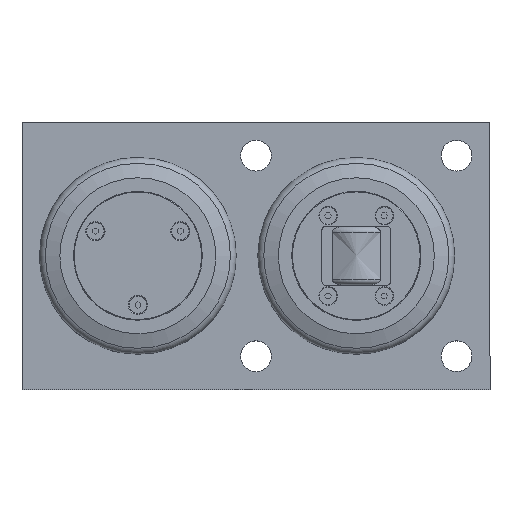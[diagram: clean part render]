
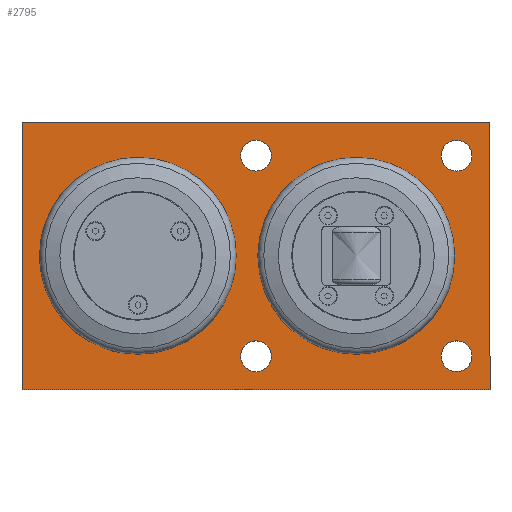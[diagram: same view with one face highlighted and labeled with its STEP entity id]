
A CAD part, top view. The second image highlights one B-rep face of the part: STEP entity #2795.
In plain terms, the highlighted planar face has unit normal (0, 0, 1).
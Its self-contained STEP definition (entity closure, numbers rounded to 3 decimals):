
#126=FACE_BOUND('',#608,.T.);
#127=FACE_BOUND('',#609,.T.);
#128=FACE_BOUND('',#610,.T.);
#129=FACE_BOUND('',#611,.T.);
#130=FACE_BOUND('',#612,.T.);
#131=FACE_BOUND('',#613,.T.);
#247=CIRCLE('',#3082,29.);
#248=CIRCLE('',#3084,6.918);
#249=CIRCLE('',#3085,6.918);
#250=CIRCLE('',#3086,6.918);
#251=CIRCLE('',#3087,6.918);
#252=CIRCLE('',#3088,6.918);
#253=CIRCLE('',#3089,6.918);
#254=CIRCLE('',#3090,6.918);
#255=CIRCLE('',#3091,6.918);
#256=CIRCLE('',#3092,29.);
#422=FACE_OUTER_BOUND('',#607,.T.);
#607=EDGE_LOOP('',(#2407,#2408,#2409,#2410));
#608=EDGE_LOOP('',(#2411,#2412));
#609=EDGE_LOOP('',(#2413,#2414));
#610=EDGE_LOOP('',(#2415,#2416));
#611=EDGE_LOOP('',(#2417,#2418));
#612=EDGE_LOOP('',(#2419));
#613=EDGE_LOOP('',(#2420));
#852=LINE('',#4799,#1075);
#853=LINE('',#4801,#1076);
#854=LINE('',#4803,#1077);
#855=LINE('',#4804,#1078);
#1075=VECTOR('',#3833,10.);
#1076=VECTOR('',#3834,10.);
#1077=VECTOR('',#3835,10.);
#1078=VECTOR('',#3836,10.);
#1322=VERTEX_POINT('',#4793);
#1323=VERTEX_POINT('',#4797);
#1324=VERTEX_POINT('',#4798);
#1325=VERTEX_POINT('',#4800);
#1326=VERTEX_POINT('',#4802);
#1327=VERTEX_POINT('',#4805);
#1328=VERTEX_POINT('',#4806);
#1329=VERTEX_POINT('',#4809);
#1330=VERTEX_POINT('',#4810);
#1331=VERTEX_POINT('',#4813);
#1332=VERTEX_POINT('',#4814);
#1333=VERTEX_POINT('',#4817);
#1334=VERTEX_POINT('',#4818);
#1335=VERTEX_POINT('',#4821);
#1697=EDGE_CURVE('',#1322,#1322,#247,.T.);
#1698=EDGE_CURVE('',#1323,#1324,#852,.T.);
#1699=EDGE_CURVE('',#1325,#1323,#853,.T.);
#1700=EDGE_CURVE('',#1326,#1325,#854,.T.);
#1701=EDGE_CURVE('',#1324,#1326,#855,.T.);
#1702=EDGE_CURVE('',#1327,#1328,#248,.T.);
#1703=EDGE_CURVE('',#1328,#1327,#249,.T.);
#1704=EDGE_CURVE('',#1329,#1330,#250,.T.);
#1705=EDGE_CURVE('',#1330,#1329,#251,.T.);
#1706=EDGE_CURVE('',#1331,#1332,#252,.T.);
#1707=EDGE_CURVE('',#1332,#1331,#253,.T.);
#1708=EDGE_CURVE('',#1333,#1334,#254,.T.);
#1709=EDGE_CURVE('',#1334,#1333,#255,.T.);
#1710=EDGE_CURVE('',#1335,#1335,#256,.T.);
#2407=ORIENTED_EDGE('',*,*,#1698,.F.);
#2408=ORIENTED_EDGE('',*,*,#1699,.F.);
#2409=ORIENTED_EDGE('',*,*,#1700,.F.);
#2410=ORIENTED_EDGE('',*,*,#1701,.F.);
#2411=ORIENTED_EDGE('',*,*,#1702,.T.);
#2412=ORIENTED_EDGE('',*,*,#1703,.T.);
#2413=ORIENTED_EDGE('',*,*,#1704,.T.);
#2414=ORIENTED_EDGE('',*,*,#1705,.T.);
#2415=ORIENTED_EDGE('',*,*,#1706,.T.);
#2416=ORIENTED_EDGE('',*,*,#1707,.T.);
#2417=ORIENTED_EDGE('',*,*,#1708,.T.);
#2418=ORIENTED_EDGE('',*,*,#1709,.T.);
#2419=ORIENTED_EDGE('',*,*,#1710,.T.);
#2420=ORIENTED_EDGE('',*,*,#1697,.T.);
#2651=PLANE('',#3083);
#2795=ADVANCED_FACE('',(#422,#126,#127,#128,#129,#130,#131),#2651,.T.);
#3082=AXIS2_PLACEMENT_3D('',#4795,#3829,#3830);
#3083=AXIS2_PLACEMENT_3D('',#4796,#3831,#3832);
#3084=AXIS2_PLACEMENT_3D('',#4807,#3837,#3838);
#3085=AXIS2_PLACEMENT_3D('',#4808,#3839,#3840);
#3086=AXIS2_PLACEMENT_3D('',#4811,#3841,#3842);
#3087=AXIS2_PLACEMENT_3D('',#4812,#3843,#3844);
#3088=AXIS2_PLACEMENT_3D('',#4815,#3845,#3846);
#3089=AXIS2_PLACEMENT_3D('',#4816,#3847,#3848);
#3090=AXIS2_PLACEMENT_3D('',#4819,#3849,#3850);
#3091=AXIS2_PLACEMENT_3D('',#4820,#3851,#3852);
#3092=AXIS2_PLACEMENT_3D('',#4822,#3853,#3854);
#3829=DIRECTION('center_axis',(0.,0.,-1.));
#3830=DIRECTION('ref_axis',(0.,-1.,0.));
#3831=DIRECTION('center_axis',(0.,0.,1.));
#3832=DIRECTION('ref_axis',(-1.,0.,0.));
#3833=DIRECTION('',(0.,-1.,0.));
#3834=DIRECTION('',(1.,0.,0.));
#3835=DIRECTION('',(0.,1.,0.));
#3836=DIRECTION('',(-1.,0.,0.));
#3837=DIRECTION('center_axis',(0.,0.,-1.));
#3838=DIRECTION('ref_axis',(-1.,0.,0.));
#3839=DIRECTION('center_axis',(0.,0.,-1.));
#3840=DIRECTION('ref_axis',(-1.,0.,0.));
#3841=DIRECTION('center_axis',(0.,0.,-1.));
#3842=DIRECTION('ref_axis',(-1.,0.,0.));
#3843=DIRECTION('center_axis',(0.,0.,-1.));
#3844=DIRECTION('ref_axis',(-1.,0.,0.));
#3845=DIRECTION('center_axis',(0.,0.,-1.));
#3846=DIRECTION('ref_axis',(-1.,0.,0.));
#3847=DIRECTION('center_axis',(0.,0.,-1.));
#3848=DIRECTION('ref_axis',(-1.,0.,0.));
#3849=DIRECTION('center_axis',(0.,0.,-1.));
#3850=DIRECTION('ref_axis',(-1.,0.,0.));
#3851=DIRECTION('center_axis',(0.,0.,-1.));
#3852=DIRECTION('ref_axis',(-1.,0.,0.));
#3853=DIRECTION('center_axis',(0.,0.,-1.));
#3854=DIRECTION('ref_axis',(0.,1.,0.));
#4793=CARTESIAN_POINT('',(-78.264,26.98,-6.127));
#4795=CARTESIAN_POINT('Origin',(-78.264,-2.02,-6.127));
#4796=CARTESIAN_POINT('Origin',(-25.264,-2.02,-6.127));
#4797=CARTESIAN_POINT('',(79.736,57.98,-6.127));
#4798=CARTESIAN_POINT('',(79.736,-62.02,-6.127));
#4799=CARTESIAN_POINT('',(79.736,-62.02,-6.127));
#4800=CARTESIAN_POINT('',(-130.264,57.98,-6.127));
#4801=CARTESIAN_POINT('',(79.736,57.98,-6.127));
#4802=CARTESIAN_POINT('',(-130.264,-62.02,-6.127));
#4803=CARTESIAN_POINT('',(-130.264,57.98,-6.127));
#4804=CARTESIAN_POINT('',(-130.264,-62.02,-6.127));
#4805=CARTESIAN_POINT('',(-32.181,42.98,-6.127));
#4806=CARTESIAN_POINT('',(-18.346,42.98,-6.127));
#4807=CARTESIAN_POINT('Origin',(-25.264,42.98,-6.127));
#4808=CARTESIAN_POINT('Origin',(-25.264,42.98,-6.127));
#4809=CARTESIAN_POINT('',(-32.181,-47.02,-6.127));
#4810=CARTESIAN_POINT('',(-18.346,-47.02,-6.127));
#4811=CARTESIAN_POINT('Origin',(-25.264,-47.02,-6.127));
#4812=CARTESIAN_POINT('Origin',(-25.264,-47.02,-6.127));
#4813=CARTESIAN_POINT('',(57.819,-47.02,-6.127));
#4814=CARTESIAN_POINT('',(71.654,-47.02,-6.127));
#4815=CARTESIAN_POINT('Origin',(64.736,-47.02,-6.127));
#4816=CARTESIAN_POINT('Origin',(64.736,-47.02,-6.127));
#4817=CARTESIAN_POINT('',(57.819,42.98,-6.127));
#4818=CARTESIAN_POINT('',(71.654,42.98,-6.127));
#4819=CARTESIAN_POINT('Origin',(64.736,42.98,-6.127));
#4820=CARTESIAN_POINT('Origin',(64.736,42.98,-6.127));
#4821=CARTESIAN_POINT('',(19.736,-31.02,-6.127));
#4822=CARTESIAN_POINT('Origin',(19.736,-2.02,-6.127));
